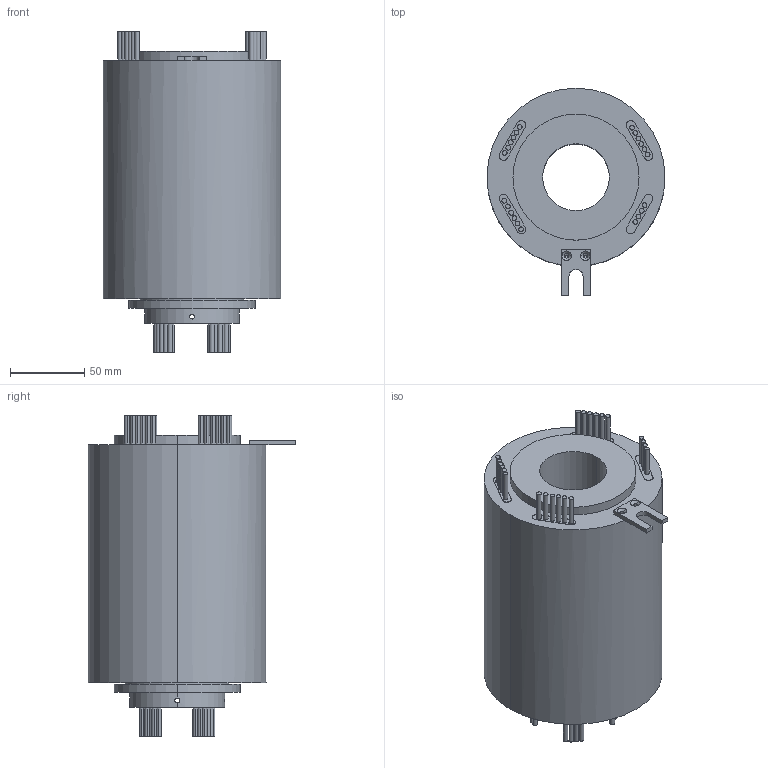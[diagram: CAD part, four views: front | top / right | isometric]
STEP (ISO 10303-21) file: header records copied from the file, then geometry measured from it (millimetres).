
FILE_DESCRIPTION (( 'STEP AP203' ), '1' );
FILE_NAME ('RX00806003--RT045-P03150-P01100-IP65.STEP', '2020-08-10T03:19:09', ( 'gongcheng1' ), ( '' ), 'SwSTEP 2.0', 'SolidWorks 2014', '' );
FILE_SCHEMA (( 'CONFIG_CONTROL_DESIGN' ));
Length unit declared in the file: millimetre
Products named in the file (1): RX00806003--RT045-P03150-P01100-IP65
Bounding box: 120 x 140 x 217 mm (x, y, z)
Volume: 1635320.3 mm3; surface area: 125373.6 mm2
Topology: 1 solids, 1 shells, 228 faces, 504 edges, 328 vertices
Faces by surface type: cylinder 145, plane 75, cone 8
Entity records: 6857 total; most frequent: CARTESIAN_POINT 1473, DIRECTION 1222, ORIENTED_EDGE 1000, AXIS2_PLACEMENT_3D 509, EDGE_CURVE 500, VERTEX_POINT 328, EDGE_LOOP 292, CIRCLE 280
